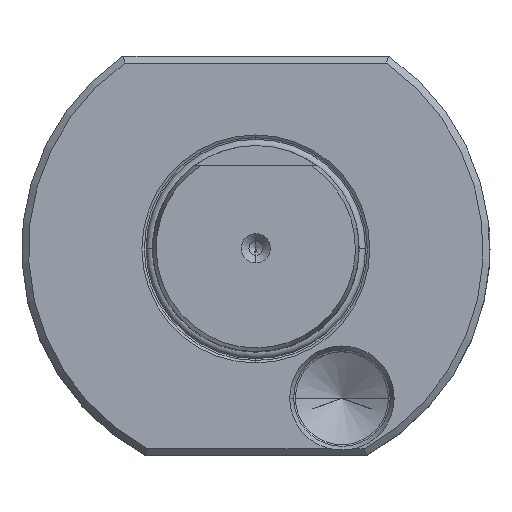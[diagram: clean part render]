
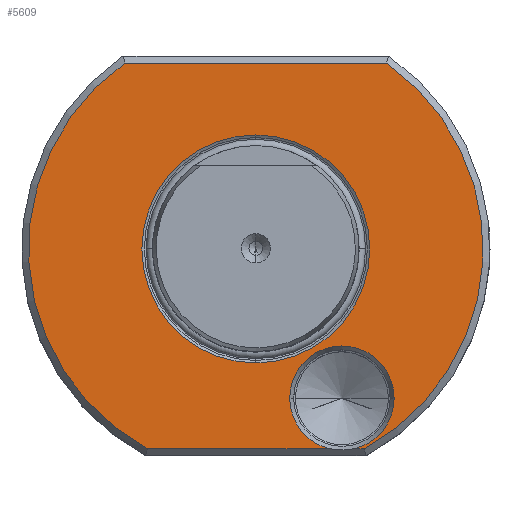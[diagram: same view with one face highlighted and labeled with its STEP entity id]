
A CAD part, top view. The second image highlights one B-rep face of the part: STEP entity #5609.
In plain terms, the highlighted planar face has unit normal (0, 0, 1).
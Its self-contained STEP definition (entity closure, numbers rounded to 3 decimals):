
#850=DIRECTION('',(-1,0,0));
#851=VECTOR('',#850,37.947);
#852=CARTESIAN_POINT('',(18.974,27,0.5));
#853=LINE('',#852,#851);
#854=CARTESIAN_POINT('',(0,0,0.5));
#855=DIRECTION('',(0,0,1));
#856=DIRECTION('',(0.477,-0.879,0));
#857=AXIS2_PLACEMENT_3D('',#854,#855,#856);
#859=DIRECTION('',(1,0,0));
#860=VECTOR('',#859,1.403);
#861=CARTESIAN_POINT('',(14.345,-29,0.5));
#862=LINE('',#861,#860);
#863=CARTESIAN_POINT('',(12.5,-21.651,0.5));
#864=DIRECTION('',(0,0,1));
#865=DIRECTION('',(0.244,-0.97,0));
#866=AXIS2_PLACEMENT_3D('',#863,#864,#865);
#868=CARTESIAN_POINT('',(12.5,-21.651,0.5));
#869=DIRECTION('',(0,0,1));
#870=DIRECTION('',(1,0,0));
#871=AXIS2_PLACEMENT_3D('',#868,#869,#870);
#873=CARTESIAN_POINT('',(12.5,-21.651,0.5));
#874=DIRECTION('',(0,0,1));
#875=DIRECTION('',(-1,0,0));
#876=AXIS2_PLACEMENT_3D('',#873,#874,#875);
#878=DIRECTION('',(1,0,0));
#879=VECTOR('',#878,26.403);
#880=CARTESIAN_POINT('',(-15.748,-29,0.5));
#881=LINE('',#880,#879);
#882=CARTESIAN_POINT('',(0,0,0.5));
#883=DIRECTION('',(0,0,1));
#884=DIRECTION('',(-0.575,0.818,0));
#885=AXIS2_PLACEMENT_3D('',#882,#883,#884);
#895=CARTESIAN_POINT('',(0,0,0.5));
#896=DIRECTION('',(0,0,1));
#897=DIRECTION('',(0,1,0));
#898=AXIS2_PLACEMENT_3D('',#895,#896,#897);
#900=CARTESIAN_POINT('',(0,0,0.5));
#901=DIRECTION('',(0,0,-1));
#902=DIRECTION('',(0,1,0));
#903=AXIS2_PLACEMENT_3D('',#900,#901,#902);
#1780=CARTESIAN_POINT('',(-18.974,27,0.5));
#1790=CARTESIAN_POINT('',(-15.748,-29,0.5));
#1812=CARTESIAN_POINT('',(18.974,27,0.5));
#1814=CARTESIAN_POINT('',(15.748,-29,0.5));
#4091=CARTESIAN_POINT('',(0,16.55,0.5));
#4093=VERTEX_POINT('',#4091);
#4097=CARTESIAN_POINT('',(0,-16.55,0.5));
#4099=VERTEX_POINT('',#4097);
#4295=CARTESIAN_POINT('',(20.078,-21.651,0.5));
#4296=CARTESIAN_POINT('',(4.923,-21.651,0.5));
#4297=VERTEX_POINT('',#4295);
#4298=VERTEX_POINT('',#4296);
#4398=VERTEX_POINT('',#1780);
#4402=VERTEX_POINT('',#1812);
#4415=VERTEX_POINT('',#1814);
#4417=CARTESIAN_POINT('',(14.345,-29,0.5));
#4418=VERTEX_POINT('',#4417);
#4420=VERTEX_POINT('',#1790);
#4421=CARTESIAN_POINT('',(10.655,-29,0.5));
#4422=VERTEX_POINT('',#4421);
#5581=CARTESIAN_POINT('',(0,0,0.5));
#5582=DIRECTION('',(0,0,-1));
#5583=DIRECTION('',(0,-1,0));
#5584=AXIS2_PLACEMENT_3D('',#5581,#5582,#5583);
#5585=PLANE('',#5584);
#5587=ORIENTED_EDGE('',*,*,#5586,.F.);
#5589=ORIENTED_EDGE('',*,*,#5588,.F.);
#5591=ORIENTED_EDGE('',*,*,#5590,.F.);
#5593=ORIENTED_EDGE('',*,*,#5592,.T.);
#5594=ORIENTED_EDGE('',*,*,#5571,.T.);
#5596=ORIENTED_EDGE('',*,*,#5595,.T.);
#5598=ORIENTED_EDGE('',*,*,#5597,.F.);
#5600=ORIENTED_EDGE('',*,*,#5599,.F.);
#5601=EDGE_LOOP('',(#5587,#5589,#5591,#5593,#5594,#5596,#5598,#5600));
#5602=FACE_OUTER_BOUND('',#5601,.F.);
#5604=ORIENTED_EDGE('',*,*,#5603,.T.);
#5606=ORIENTED_EDGE('',*,*,#5605,.F.);
#5607=EDGE_LOOP('',(#5604,#5606));
#5608=FACE_BOUND('',#5607,.F.);
#5609=ADVANCED_FACE('',(#5602,#5608),#5585,.F.);
#858=CIRCLE('',#857,33);
#867=CIRCLE('',#866,7.578);
#872=CIRCLE('',#871,7.578);
#877=CIRCLE('',#876,7.578);
#886=CIRCLE('',#885,33);
#899=CIRCLE('',#898,16.55);
#904=CIRCLE('',#903,16.55);
#5571=EDGE_CURVE('',#4297,#4298,#872,.T.);
#5586=EDGE_CURVE('',#4402,#4398,#853,.T.);
#5588=EDGE_CURVE('',#4415,#4402,#858,.T.);
#5590=EDGE_CURVE('',#4418,#4415,#862,.T.);
#5592=EDGE_CURVE('',#4418,#4297,#867,.T.);
#5595=EDGE_CURVE('',#4298,#4422,#877,.T.);
#5597=EDGE_CURVE('',#4420,#4422,#881,.T.);
#5599=EDGE_CURVE('',#4398,#4420,#886,.T.);
#5603=EDGE_CURVE('',#4093,#4099,#899,.T.);
#5605=EDGE_CURVE('',#4093,#4099,#904,.T.);
